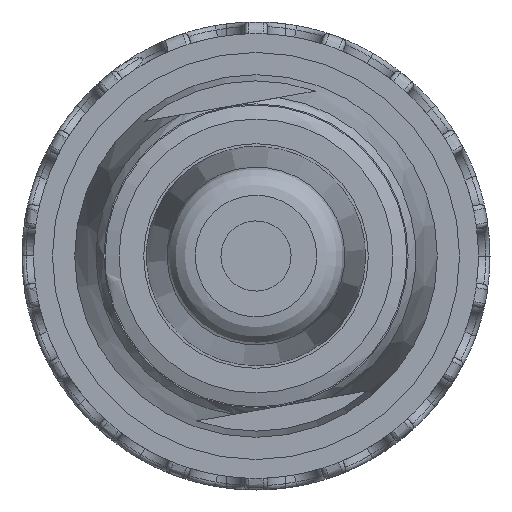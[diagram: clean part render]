
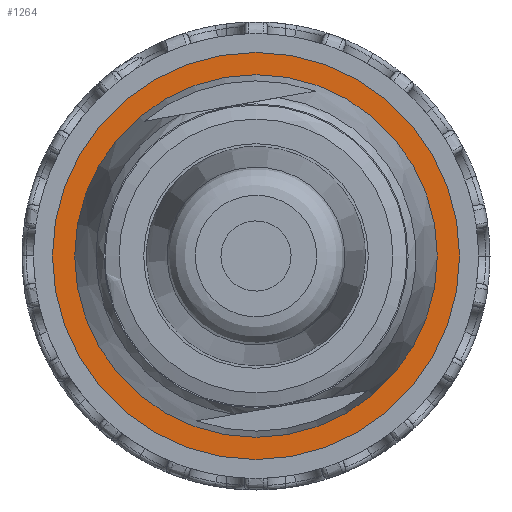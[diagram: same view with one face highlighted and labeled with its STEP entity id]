
A CAD part, front view. The second image highlights one B-rep face of the part: STEP entity #1264.
In plain terms, the highlighted planar face has unit normal (0, -1, 0).
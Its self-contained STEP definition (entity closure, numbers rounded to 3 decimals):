
#1264=ADVANCED_FACE('',(#2007,#2008),#1612,.T.);
#1612=PLANE('',#5999);
#2007=FACE_BOUND('',#2061,.T.);
#2008=FACE_BOUND('',#2062,.T.);
#2061=EDGE_LOOP('',(#2446));
#2062=EDGE_LOOP('',(#2447));
#2446=ORIENTED_EDGE('',*,*,#4831,.F.);
#2447=ORIENTED_EDGE('',*,*,#4832,.F.);
#4252=VERTEX_POINT('',#7884);
#4253=VERTEX_POINT('',#7886);
#4831=EDGE_CURVE('',#4252,#4252,#5730,.T.);
#4832=EDGE_CURVE('',#4253,#4253,#5731,.T.);
#5730=CIRCLE('',#5997,7.75);
#5731=CIRCLE('',#5998,8.7);
#5997=AXIS2_PLACEMENT_3D('',#7883,#6526,#6527);
#5998=AXIS2_PLACEMENT_3D('',#7885,#6528,#6529);
#5999=AXIS2_PLACEMENT_3D('',#7887,#6530,#6531);
#6526=DIRECTION('',(0.,-1.,0.));
#6527=DIRECTION('',(0.,0.,-1.));
#6528=DIRECTION('',(0.,1.,0.));
#6529=DIRECTION('',(0.,0.,1.));
#6530=DIRECTION('',(0.,-1.,0.));
#6531=DIRECTION('',(0.,0.,1.));
#7883=CARTESIAN_POINT('',(21.985,-36.365,0.));
#7884=CARTESIAN_POINT('',(21.985,-36.365,-7.75));
#7885=CARTESIAN_POINT('',(21.985,-36.365,0.));
#7886=CARTESIAN_POINT('',(21.985,-36.365,8.7));
#7887=CARTESIAN_POINT('',(31.555,-36.365,-9.57));
